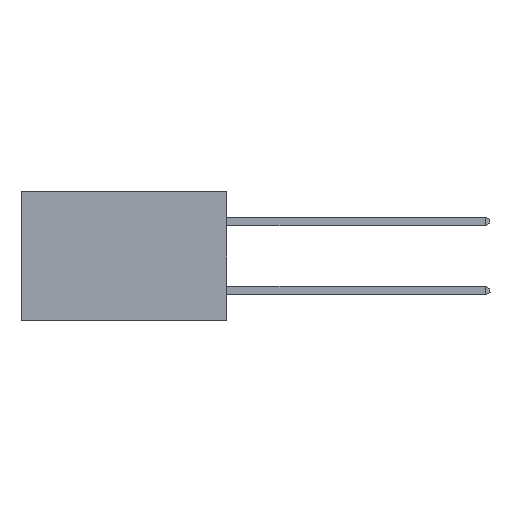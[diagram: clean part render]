
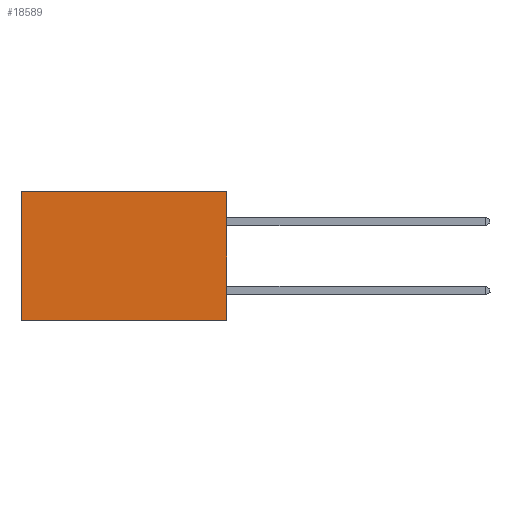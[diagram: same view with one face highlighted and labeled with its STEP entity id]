
A CAD part, left-side view. The second image highlights one B-rep face of the part: STEP entity #18589.
In plain terms, the highlighted planar face has unit normal (-1, 0, 0).
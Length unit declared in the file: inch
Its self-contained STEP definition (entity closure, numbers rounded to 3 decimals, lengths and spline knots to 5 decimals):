
#706 = DIRECTION ( 'NONE',  ( 0., 0., -1. ) ) ;
#1638 = CARTESIAN_POINT ( 'NONE',  ( 0.277, 0., 0. ) ) ;
#2552 = EDGE_LOOP ( 'NONE', ( #20997, #14456, #11568, #7634 ) ) ;
#2863 = CARTESIAN_POINT ( 'NONE',  ( 0.277, 0.59, -0.37 ) ) ;
#3282 = VERTEX_POINT ( 'NONE', #18000 ) ;
#3318 = VECTOR ( 'NONE', #10754, 39.37008 ) ;
#4318 = PLANE ( 'NONE',  #16843 ) ;
#4554 = CARTESIAN_POINT ( 'NONE',  ( 0.277, 0., -0.37 ) ) ;
#4888 = CARTESIAN_POINT ( 'NONE',  ( 0.277, 0., -0.37 ) ) ;
#7463 = CARTESIAN_POINT ( 'NONE',  ( 0.277, 0.59, 0. ) ) ;
#7634 = ORIENTED_EDGE ( 'NONE', *, *, #16124, .T. ) ;
#7811 = LINE ( 'NONE', #9108, #12198 ) ;
#8012 = DIRECTION ( 'NONE',  ( 0., 1., 0. ) ) ;
#8878 = LINE ( 'NONE', #4554, #16487 ) ;
#9108 = CARTESIAN_POINT ( 'NONE',  ( 0.277, 0.59, -0.37 ) ) ;
#9375 = CARTESIAN_POINT ( 'NONE',  ( 0.277, 0., -0.37 ) ) ;
#10754 = DIRECTION ( 'NONE',  ( 0., 0., -1. ) ) ;
#11034 = DIRECTION ( 'NONE',  ( 0., 0., -1. ) ) ;
#11097 = EDGE_CURVE ( 'NONE', #11891, #12396, #8878, .T. ) ;
#11563 = EDGE_CURVE ( 'NONE', #3282, #11891, #12709, .T. ) ;
#11568 = ORIENTED_EDGE ( 'NONE', *, *, #11563, .F. ) ;
#11572 = EDGE_CURVE ( 'NONE', #17188, #12396, #7811, .T. ) ;
#11891 = VERTEX_POINT ( 'NONE', #4888 ) ;
#12198 = VECTOR ( 'NONE', #706, 39.37008 ) ;
#12396 = VERTEX_POINT ( 'NONE', #2863 ) ;
#12709 = LINE ( 'NONE', #17163, #3318 ) ;
#14456 = ORIENTED_EDGE ( 'NONE', *, *, #11097, .F. ) ;
#16124 = EDGE_CURVE ( 'NONE', #3282, #17188, #17778, .T. ) ;
#16487 = VECTOR ( 'NONE', #8012, 39.37008 ) ;
#16843 = AXIS2_PLACEMENT_3D ( 'NONE', #9375, #20722, #11034 ) ;
#17163 = CARTESIAN_POINT ( 'NONE',  ( 0.277, 0., -0.37 ) ) ;
#17188 = VERTEX_POINT ( 'NONE', #7463 ) ;
#17778 = LINE ( 'NONE', #1638, #21058 ) ;
#18000 = CARTESIAN_POINT ( 'NONE',  ( 0.277, 0., 0. ) ) ;
#18589 = ADVANCED_FACE ( 'NONE', ( #18928 ), #4318, .F. ) ;
#18928 = FACE_OUTER_BOUND ( 'NONE', #2552, .T. ) ;
#19716 = DIRECTION ( 'NONE',  ( 0., 1., 0. ) ) ;
#20722 = DIRECTION ( 'NONE',  ( 1., 0., 0. ) ) ;
#20997 = ORIENTED_EDGE ( 'NONE', *, *, #11572, .T. ) ;
#21058 = VECTOR ( 'NONE', #19716, 39.37008 ) ;
